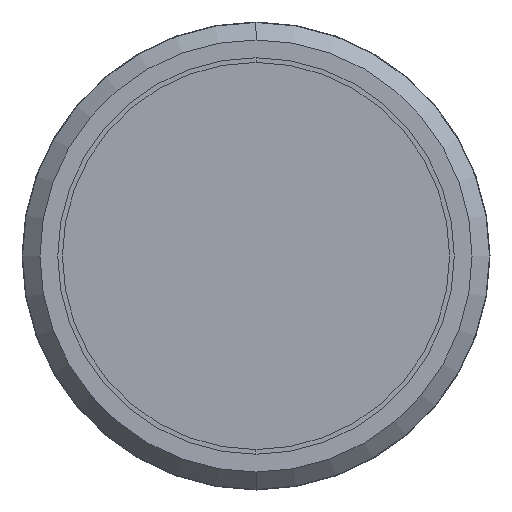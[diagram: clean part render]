
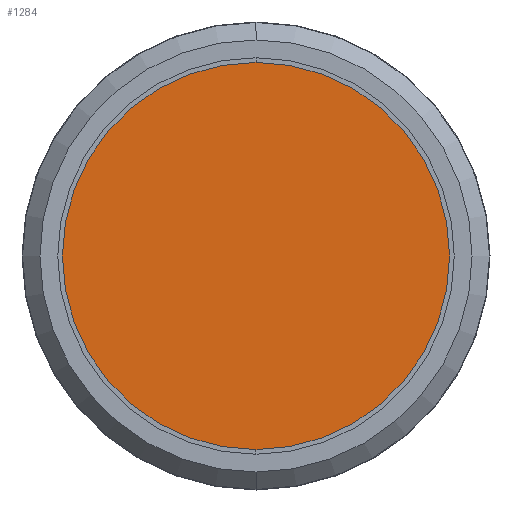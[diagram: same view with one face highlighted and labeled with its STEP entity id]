
A CAD part, front view. The second image highlights one B-rep face of the part: STEP entity #1284.
In plain terms, the highlighted planar face has unit normal (0, -1, 0).
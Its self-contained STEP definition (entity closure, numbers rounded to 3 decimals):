
#1284=ADVANCED_FACE('',(#2497),#2498,.T.);
#2497=FACE_OUTER_BOUND('',#3668,.T.);
#2498=PLANE('',#3669);
#3668=EDGE_LOOP('',(#6741,#6742));
#3669=AXIS2_PLACEMENT_3D('',#6743,#6744,#6745);
#6741=ORIENTED_EDGE('',*,*,#7892,.T.);
#6742=ORIENTED_EDGE('',*,*,#7910,.T.);
#6743=CARTESIAN_POINT('',(0.0,-0.01,6.204));
#6744=DIRECTION('',(0.0,-1.0,0.0));
#6745=DIRECTION('',(0.0,0.0,1.0));
#7892=EDGE_CURVE('',#9482,#9486,#9488,.T.);
#7910=EDGE_CURVE('',#9486,#9482,#9510,.T.);
#9482=VERTEX_POINT('',#11700);
#9486=VERTEX_POINT('',#11705);
#9488=CIRCLE('',#11708,12.408);
#9510=CIRCLE('',#11734,12.408);
#11700=CARTESIAN_POINT('',(0.0,-0.01,12.408));
#11705=CARTESIAN_POINT('',(0.,-0.01,-12.408));
#11708=AXIS2_PLACEMENT_3D('',#13295,#13296,#13297);
#11734=AXIS2_PLACEMENT_3D('',#13320,#13321,#13322);
#13295=CARTESIAN_POINT('',(0.0,-0.01,0.0));
#13296=DIRECTION('',(0.0,-1.0,0.0));
#13297=DIRECTION('',(0.0,0.0,1.0));
#13320=CARTESIAN_POINT('',(0.0,-0.01,0.0));
#13321=DIRECTION('',(0.0,-1.0,0.0));
#13322=DIRECTION('',(0.0,0.0,1.0));
